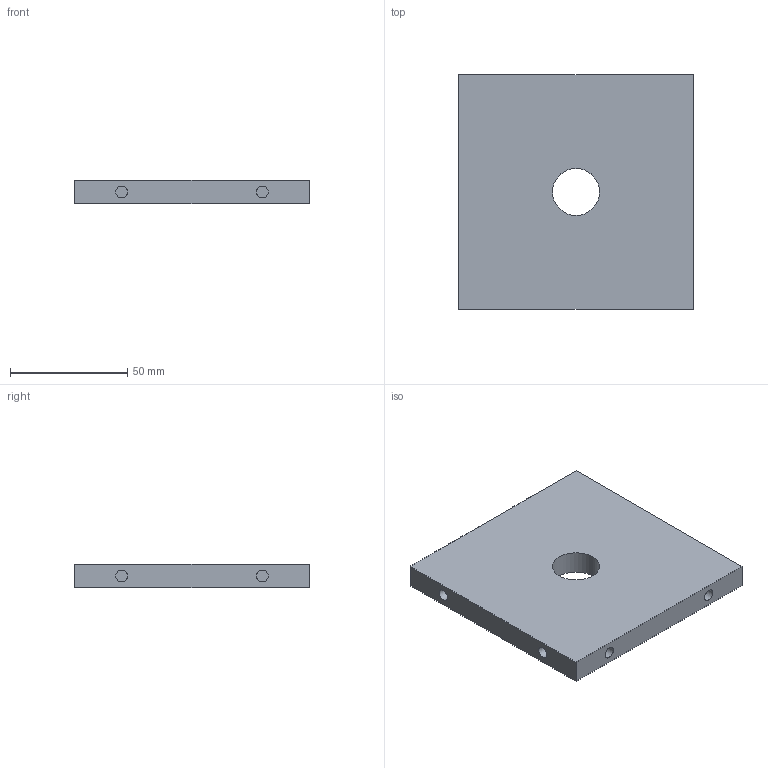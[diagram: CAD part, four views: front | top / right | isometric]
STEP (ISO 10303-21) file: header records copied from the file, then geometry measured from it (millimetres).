
FILE_DESCRIPTION(/* description */ ('STEP AP214'),/* implementation_level */ '2;1');
FILE_NAME(/* name */ '68c2b143f47c22da0f85fe1b',/* time_stamp */ '2025-09-11T11:23:48Z',/* author */ (''),/* organization */ (''),/* preprocessor_version */ 'ST-DEVELOPER v20',/* originating_system */ 'ONSHAPE BY PTC INC, 1.203',/* authorisation */ ' ');
FILE_SCHEMA (('AUTOMOTIVE_DESIGN {1 0 10303 214 3 1 1}'));
Length unit declared in the file: metre
Products named in the file (1): PLATINE
Bounding box: 100 x 100 x 10 mm (x, y, z)
Volume: 94502.2 mm3; surface area: 25885 mm2
Topology: 1 solids, 1 shells, 23 faces, 39 edges, 26 vertices
Faces by surface type: plane 14, cylinder 9
Full cylindrical faces by diameter (mm): 5 x8, 20 x1
Entity records: 540 total; most frequent: DIRECTION 96, CARTESIAN_POINT 80, ORIENTED_EDGE 60, EDGE_LOOP 42, FACE_BOUND 42, AXIS2_PLACEMENT_3D 42, EDGE_CURVE 30, VERTEX_POINT 26
